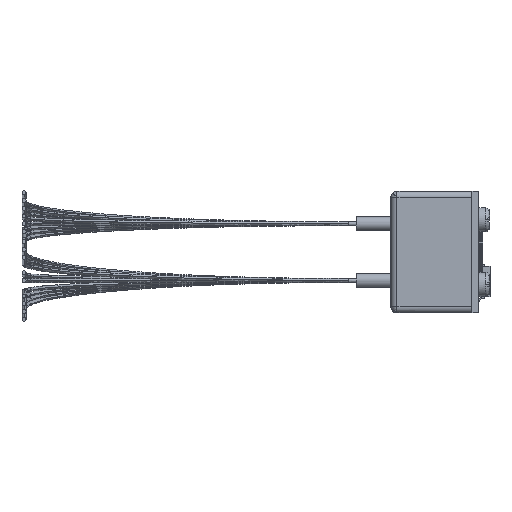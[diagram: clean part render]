
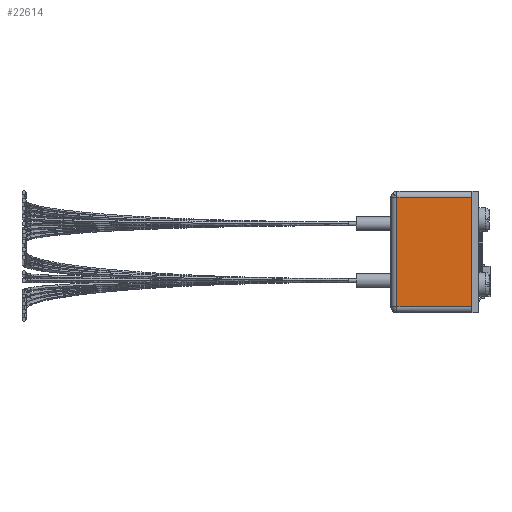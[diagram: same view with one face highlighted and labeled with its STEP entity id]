
A CAD part, left-side view. The second image highlights one B-rep face of the part: STEP entity #22614.
In plain terms, the highlighted planar face has unit normal (-1, 0, 0).
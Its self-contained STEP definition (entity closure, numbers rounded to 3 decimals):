
#6529 = CARTESIAN_POINT ( 'NONE',  ( 5.246, 8.082, -1.269 ) ) ;
#14294 = DIRECTION ( 'NONE',  ( 0., 0., 1. ) ) ;
#15662 = CARTESIAN_POINT ( 'NONE',  ( 5.246, 8.082, -28.269 ) ) ;
#19367 = ORIENTED_EDGE ( 'NONE', *, *, #77272, .T. ) ;
#22614 = ADVANCED_FACE ( 'NONE', ( #147961 ), #40352, .T. ) ;
#23539 = ORIENTED_EDGE ( 'NONE', *, *, #168028, .F. ) ;
#32354 = LINE ( 'NONE', #137849, #92149 ) ;
#40352 = PLANE ( 'NONE',  #178593 ) ;
#44596 = CARTESIAN_POINT ( 'NONE',  ( 5.246, 54.154, -1.269 ) ) ;
#45274 = VERTEX_POINT ( 'NONE', #154103 ) ;
#54974 = CARTESIAN_POINT ( 'NONE',  ( 5.246, 8.082, -28.269 ) ) ;
#55027 = VERTEX_POINT ( 'NONE', #106512 ) ;
#64618 = DIRECTION ( 'NONE',  ( 0., 0., -1. ) ) ;
#65552 = VECTOR ( 'NONE', #14294, 1000. ) ;
#75812 = LINE ( 'NONE', #15662, #78211 ) ;
#77272 = EDGE_CURVE ( 'NONE', #45274, #139306, #75812, .T. ) ;
#78211 = VECTOR ( 'NONE', #116830, 1000. ) ;
#79590 = LINE ( 'NONE', #44596, #183111 ) ;
#83993 = LINE ( 'NONE', #132156, #65552 ) ;
#85411 = CARTESIAN_POINT ( 'NONE',  ( 5.246, 8.082, -29.769 ) ) ;
#92149 = VECTOR ( 'NONE', #64618, 1000. ) ;
#95226 = ORIENTED_EDGE ( 'NONE', *, *, #124780, .T. ) ;
#100901 = ORIENTED_EDGE ( 'NONE', *, *, #191071, .T. ) ;
#106512 = CARTESIAN_POINT ( 'NONE',  ( 5.246, 26.582, -1.269 ) ) ;
#116247 = VERTEX_POINT ( 'NONE', #6529 ) ;
#116830 = DIRECTION ( 'NONE',  ( 0., -1., 0. ) ) ;
#124780 = EDGE_CURVE ( 'NONE', #55027, #45274, #32354, .T. ) ;
#132156 = CARTESIAN_POINT ( 'NONE',  ( 5.246, 8.082, -29.769 ) ) ;
#137849 = CARTESIAN_POINT ( 'NONE',  ( 5.246, 26.582, -29.769 ) ) ;
#139306 = VERTEX_POINT ( 'NONE', #54974 ) ;
#144569 = DIRECTION ( 'NONE',  ( 0., 0., 1. ) ) ;
#146880 = DIRECTION ( 'NONE',  ( 0., -1., 0. ) ) ;
#147961 = FACE_OUTER_BOUND ( 'NONE', #183676, .T. ) ;
#154103 = CARTESIAN_POINT ( 'NONE',  ( 5.246, 26.582, -28.269 ) ) ;
#168028 = EDGE_CURVE ( 'NONE', #55027, #116247, #79590, .T. ) ;
#172250 = DIRECTION ( 'NONE',  ( -1., 0., 0. ) ) ;
#178593 = AXIS2_PLACEMENT_3D ( 'NONE', #85411, #172250, #144569 ) ;
#183111 = VECTOR ( 'NONE', #146880, 1000. ) ;
#183676 = EDGE_LOOP ( 'NONE', ( #23539, #95226, #19367, #100901 ) ) ;
#191071 = EDGE_CURVE ( 'NONE', #139306, #116247, #83993, .T. ) ;
